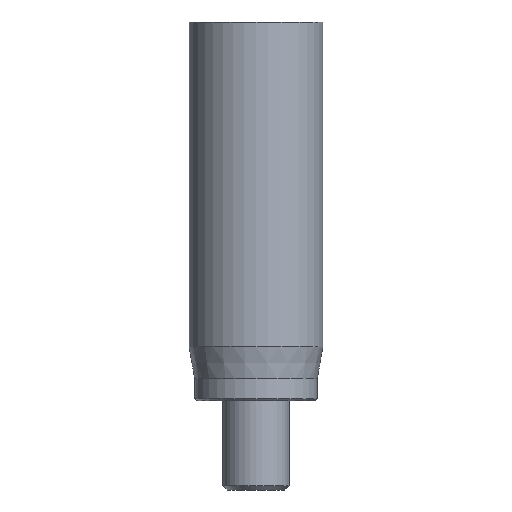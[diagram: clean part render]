
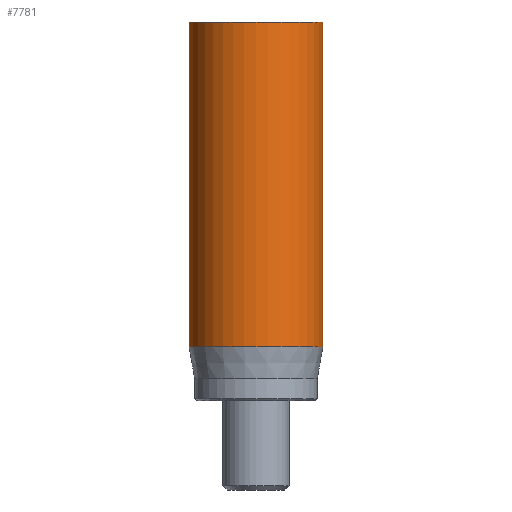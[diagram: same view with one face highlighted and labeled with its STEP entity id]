
A CAD part, front view. The second image highlights one B-rep face of the part: STEP entity #7781.
In plain terms, the highlighted cylindrical face has radius 3 mm (diameter 6 mm), a full revolution.
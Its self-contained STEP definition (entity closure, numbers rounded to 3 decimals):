
#40=CYLINDRICAL_SURFACE('',#8135,3.);
#58=CIRCLE('',#8104,3.);
#74=CIRCLE('',#8133,3.);
#75=CIRCLE('',#8134,3.);
#1088=FACE_OUTER_BOUND('',#1567,.T.);
#1567=EDGE_LOOP('',(#7021,#7022,#7023,#7024,#7025));
#2285=LINE('',#14100,#3007);
#3007=VECTOR('',#9371,3.);
#3731=VERTEX_POINT('',#14041);
#3747=VERTEX_POINT('',#14094);
#3748=VERTEX_POINT('',#14095);
#4822=EDGE_CURVE('',#3731,#3731,#58,.T.);
#4846=EDGE_CURVE('',#3747,#3748,#74,.T.);
#4847=EDGE_CURVE('',#3748,#3747,#75,.T.);
#4849=EDGE_CURVE('',#3731,#3747,#2285,.T.);
#7021=ORIENTED_EDGE('',*,*,#4822,.T.);
#7022=ORIENTED_EDGE('',*,*,#4849,.T.);
#7023=ORIENTED_EDGE('',*,*,#4846,.T.);
#7024=ORIENTED_EDGE('',*,*,#4847,.T.);
#7025=ORIENTED_EDGE('',*,*,#4849,.F.);
#7781=ADVANCED_FACE('',(#1088),#40,.T.);
#8104=AXIS2_PLACEMENT_3D('',#14042,#9298,#9299);
#8133=AXIS2_PLACEMENT_3D('',#14096,#9364,#9365);
#8134=AXIS2_PLACEMENT_3D('',#14097,#9366,#9367);
#8135=AXIS2_PLACEMENT_3D('',#14099,#9369,#9370);
#9298=DIRECTION('center_axis',(0.,0.,-1.));
#9299=DIRECTION('ref_axis',(-1.,0.,0.));
#9364=DIRECTION('center_axis',(0.,0.,1.));
#9365=DIRECTION('ref_axis',(-1.,0.,0.));
#9366=DIRECTION('center_axis',(0.,0.,1.));
#9367=DIRECTION('ref_axis',(-1.,0.,0.));
#9369=DIRECTION('center_axis',(0.,0.,1.));
#9370=DIRECTION('ref_axis',(-1.,0.,0.));
#9371=DIRECTION('',(0.,0.,-1.));
#14041=CARTESIAN_POINT('',(3.,0.,17.));
#14042=CARTESIAN_POINT('Origin',(0.,0.,17.));
#14094=CARTESIAN_POINT('',(3.,0.,2.418));
#14095=CARTESIAN_POINT('',(-3.,0.,2.418));
#14096=CARTESIAN_POINT('Origin',(0.,0.,2.418));
#14097=CARTESIAN_POINT('Origin',(0.,0.,2.418));
#14099=CARTESIAN_POINT('Origin',(0.,0.,0.));
#14100=CARTESIAN_POINT('',(3.,0.,0.));
